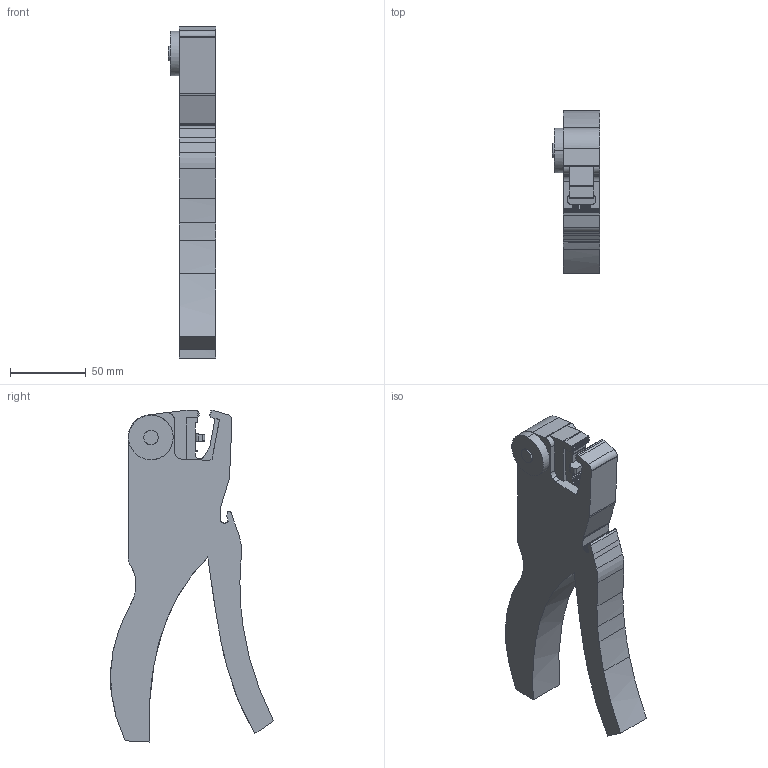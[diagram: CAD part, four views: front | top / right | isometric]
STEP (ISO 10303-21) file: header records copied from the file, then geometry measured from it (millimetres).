
FILE_DESCRIPTION(('CATIA V5 STEP Exchange','CAx-IF Rec.Pracs.--- Model Styling and Organization---1.4--- 2014-01-23'),'2;1');
FILE_NAME ('D1464585_1_9020000000_9020000000.stp','2021-03-23T07:06:57+00:00',('none'),('Weidmueller'),'CATIA Version 5-6 Release 2016 SP3 HF44','CATIA V5 STEP AP214','none');
FILE_SCHEMA(('AUTOMOTIVE_DESIGN { 1 0 10303 214 1 1 1 1 }'));
Length unit declared in the file: millimetre
Products named in the file (1): 9020000000
Bounding box: 31.56 x 107.5 x 219.22 mm (x, y, z)
Volume: 278987 mm3; surface area: 45759.6 mm2
Topology: 1 solids, 1 shells, 245 faces, 755 edges, 512 vertices
Faces by surface type: plane 198, cylinder 42, bspline 5
Entity records: 9412 total; most frequent: CARTESIAN_POINT 2624, ORIENTED_EDGE 1510, DIRECTION 1109, EDGE_CURVE 755, VECTOR 586, LINE 586, VERTEX_POINT 512, AXIS2_PLACEMENT_3D 285
